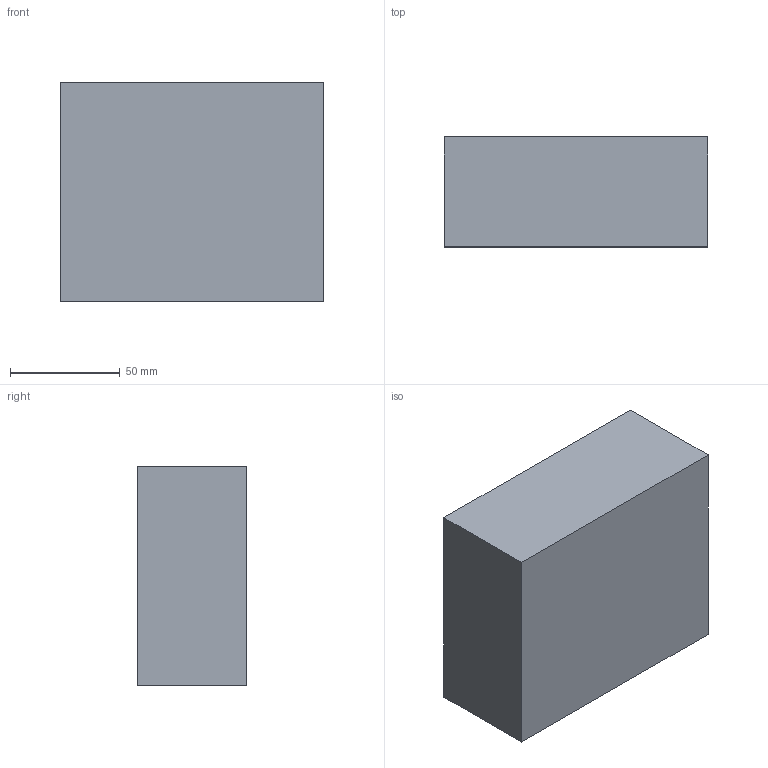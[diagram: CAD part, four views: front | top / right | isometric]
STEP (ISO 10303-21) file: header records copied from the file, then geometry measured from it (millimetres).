
FILE_DESCRIPTION (( 'STEP AP214' ), '1' );
FILE_NAME ('Main 5 AP214.STEP', '2017-05-15T01:15:01', ( '' ), ( '' ), 'SwSTEP 2.0', 'SolidWorks 2015', '' );
FILE_SCHEMA (( 'AUTOMOTIVE_DESIGN' ));
Length unit declared in the file: millimetre
Products named in the file (1): Main 5 AP214
Bounding box: 120 x 50 x 100 mm (x, y, z)
Volume: 123708.7 mm3; surface area: 64915.4 mm2
Topology: 1 solids, 1 shells, 21 faces, 57 edges, 38 vertices
Faces by surface type: plane 17, cylinder 4
Entity records: 705 total; most frequent: CARTESIAN_POINT 117, ORIENTED_EDGE 114, DIRECTION 109, EDGE_CURVE 57, LINE 49, VECTOR 49, VERTEX_POINT 38, AXIS2_PLACEMENT_3D 30
